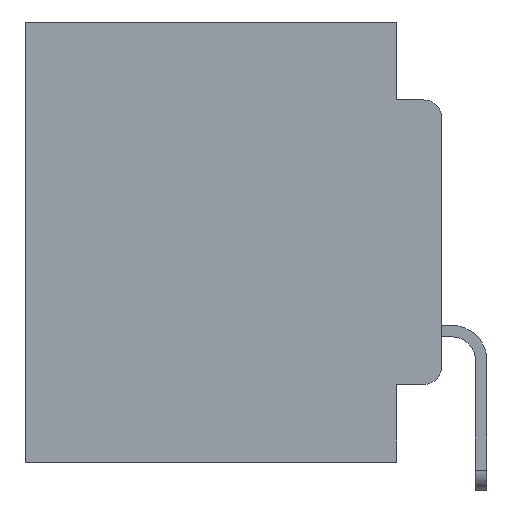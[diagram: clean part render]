
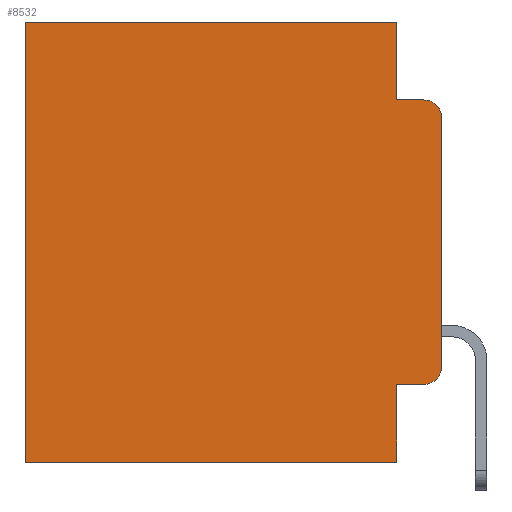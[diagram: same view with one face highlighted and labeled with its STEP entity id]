
A CAD part, left-side view. The second image highlights one B-rep face of the part: STEP entity #8532.
In plain terms, the highlighted planar face has unit normal (-1, 0, 0).
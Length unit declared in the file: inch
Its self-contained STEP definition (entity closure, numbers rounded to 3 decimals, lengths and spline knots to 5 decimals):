
#23 = LINE ( 'NONE', #9449, #16810 ) ;
#802 = PLANE ( 'NONE',  #15323 ) ;
#1013 = CARTESIAN_POINT ( 'NONE',  ( 0.298, 0.051, -0.4115 ) ) ;
#1265 = ORIENTED_EDGE ( 'NONE', *, *, #4636, .T. ) ;
#1321 = VERTEX_POINT ( 'NONE', #19132 ) ;
#1473 = VECTOR ( 'NONE', #5893, 39.37008 ) ;
#2033 = ORIENTED_EDGE ( 'NONE', *, *, #6467, .F. ) ;
#2334 = LINE ( 'NONE', #5639, #20651 ) ;
#2378 = DIRECTION ( 'NONE',  ( 0., 0., -1. ) ) ;
#2669 = VERTEX_POINT ( 'NONE', #25563 ) ;
#2953 = CARTESIAN_POINT ( 'NONE',  ( 0.298, 0.02, -0.3915 ) ) ;
#3098 = DIRECTION ( 'NONE',  ( 0., 0., -1. ) ) ;
#3378 = ORIENTED_EDGE ( 'NONE', *, *, #19937, .T. ) ;
#3667 = VECTOR ( 'NONE', #17335, 39.37008 ) ;
#4220 = ORIENTED_EDGE ( 'NONE', *, *, #5895, .T. ) ;
#4442 = CARTESIAN_POINT ( 'NONE',  ( 0.298, 0., -0.5 ) ) ;
#4636 = EDGE_CURVE ( 'NONE', #28061, #26672, #27220, .T. ) ;
#4823 = AXIS2_PLACEMENT_3D ( 'NONE', #13147, #28110, #15339 ) ;
#4938 = ORIENTED_EDGE ( 'NONE', *, *, #14050, .T. ) ;
#5245 = DIRECTION ( 'NONE',  ( 0., 0., -1. ) ) ;
#5383 = VECTOR ( 'NONE', #15496, 39.37008 ) ;
#5639 = CARTESIAN_POINT ( 'NONE',  ( 0.298, 0.051, 0. ) ) ;
#5855 = CARTESIAN_POINT ( 'NONE',  ( 0.298, 0.051, -0.4115 ) ) ;
#5893 = DIRECTION ( 'NONE',  ( 0., 1., 0. ) ) ;
#5895 = EDGE_CURVE ( 'NONE', #15776, #1321, #19141, .T. ) ;
#6271 = VECTOR ( 'NONE', #24177, 39.37008 ) ;
#6467 = EDGE_CURVE ( 'NONE', #13636, #18351, #23, .T. ) ;
#8428 = FACE_OUTER_BOUND ( 'NONE', #20833, .T. ) ;
#8532 = ADVANCED_FACE ( 'NONE', ( #8428 ), #802, .F. ) ;
#8681 = VERTEX_POINT ( 'NONE', #25849 ) ;
#9311 = CARTESIAN_POINT ( 'NONE',  ( 0.298, 0.051, -0.0885 ) ) ;
#9449 = CARTESIAN_POINT ( 'NONE',  ( 0.298, 0., 0. ) ) ;
#9674 = LINE ( 'NONE', #19499, #3667 ) ;
#9824 = CARTESIAN_POINT ( 'NONE',  ( 0.298, 0., 0. ) ) ;
#9866 = ORIENTED_EDGE ( 'NONE', *, *, #14017, .F. ) ;
#10044 = VECTOR ( 'NONE', #21164, 39.37008 ) ;
#10553 = VERTEX_POINT ( 'NONE', #27238 ) ;
#11334 = LINE ( 'NONE', #4442, #5383 ) ;
#11636 = EDGE_CURVE ( 'NONE', #15776, #12392, #2334, .T. ) ;
#11642 = CIRCLE ( 'NONE', #19345, 0.02 ) ;
#12392 = VERTEX_POINT ( 'NONE', #9311 ) ;
#12582 = ORIENTED_EDGE ( 'NONE', *, *, #14172, .T. ) ;
#12751 = VECTOR ( 'NONE', #2378, 39.37008 ) ;
#13147 = CARTESIAN_POINT ( 'NONE',  ( 0.298, 0.02, -0.1085 ) ) ;
#13636 = VERTEX_POINT ( 'NONE', #22439 ) ;
#14017 = EDGE_CURVE ( 'NONE', #12392, #8681, #9674, .T. ) ;
#14050 = EDGE_CURVE ( 'NONE', #13636, #8681, #20543, .T. ) ;
#14172 = EDGE_CURVE ( 'NONE', #1321, #2669, #17171, .T. ) ;
#15111 = EDGE_CURVE ( 'NONE', #10553, #2669, #11334, .T. ) ;
#15323 = AXIS2_PLACEMENT_3D ( 'NONE', #9824, #16403, #3098 ) ;
#15339 = DIRECTION ( 'NONE',  ( 0., 0., -1. ) ) ;
#15496 = DIRECTION ( 'NONE',  ( 0., 1., 0. ) ) ;
#15721 = CARTESIAN_POINT ( 'NONE',  ( 0.298, 0.473, 0. ) ) ;
#15776 = VERTEX_POINT ( 'NONE', #18283 ) ;
#16384 = ORIENTED_EDGE ( 'NONE', *, *, #23409, .F. ) ;
#16403 = DIRECTION ( 'NONE',  ( 1., 0., 0. ) ) ;
#16810 = VECTOR ( 'NONE', #26699, 39.37008 ) ;
#17171 = LINE ( 'NONE', #15721, #12751 ) ;
#17335 = DIRECTION ( 'NONE',  ( 0., -1., 0. ) ) ;
#18283 = CARTESIAN_POINT ( 'NONE',  ( 0.298, 0.051, 0. ) ) ;
#18351 = VERTEX_POINT ( 'NONE', #23608 ) ;
#18414 = DIRECTION ( 'NONE',  ( -1., 0., 0. ) ) ;
#19132 = CARTESIAN_POINT ( 'NONE',  ( 0.298, 0.473, 0. ) ) ;
#19141 = LINE ( 'NONE', #21299, #1473 ) ;
#19345 = AXIS2_PLACEMENT_3D ( 'NONE', #2953, #18414, #5245 ) ;
#19499 = CARTESIAN_POINT ( 'NONE',  ( 0.298, 0.051, -0.0885 ) ) ;
#19937 = EDGE_CURVE ( 'NONE', #26672, #18351, #11642, .T. ) ;
#20543 = CIRCLE ( 'NONE', #4823, 0.02 ) ;
#20651 = VECTOR ( 'NONE', #20961, 39.37008 ) ;
#20833 = EDGE_LOOP ( 'NONE', ( #2033, #4938, #9866, #23105, #4220, #12582, #21081, #16384, #1265, #3378 ) ) ;
#20961 = DIRECTION ( 'NONE',  ( 0., 0., -1. ) ) ;
#21081 = ORIENTED_EDGE ( 'NONE', *, *, #15111, .F. ) ;
#21164 = DIRECTION ( 'NONE',  ( 0., -1., 0. ) ) ;
#21299 = CARTESIAN_POINT ( 'NONE',  ( 0.298, 0., 0. ) ) ;
#21819 = CARTESIAN_POINT ( 'NONE',  ( 0.298, 0.051, 0. ) ) ;
#22331 = LINE ( 'NONE', #21819, #6271 ) ;
#22439 = CARTESIAN_POINT ( 'NONE',  ( 0.298, 0., -0.1085 ) ) ;
#23105 = ORIENTED_EDGE ( 'NONE', *, *, #11636, .F. ) ;
#23409 = EDGE_CURVE ( 'NONE', #28061, #10553, #22331, .T. ) ;
#23608 = CARTESIAN_POINT ( 'NONE',  ( 0.298, 0., -0.3915 ) ) ;
#24177 = DIRECTION ( 'NONE',  ( 0., 0., -1. ) ) ;
#25152 = CARTESIAN_POINT ( 'NONE',  ( 0.298, 0.02, -0.4115 ) ) ;
#25563 = CARTESIAN_POINT ( 'NONE',  ( 0.298, 0.473, -0.5 ) ) ;
#25849 = CARTESIAN_POINT ( 'NONE',  ( 0.298, 0.02, -0.0885 ) ) ;
#26672 = VERTEX_POINT ( 'NONE', #25152 ) ;
#26699 = DIRECTION ( 'NONE',  ( 0., 0., -1. ) ) ;
#27220 = LINE ( 'NONE', #5855, #10044 ) ;
#27238 = CARTESIAN_POINT ( 'NONE',  ( 0.298, 0.051, -0.5 ) ) ;
#28061 = VERTEX_POINT ( 'NONE', #1013 ) ;
#28110 = DIRECTION ( 'NONE',  ( -1., 0., 0. ) ) ;
